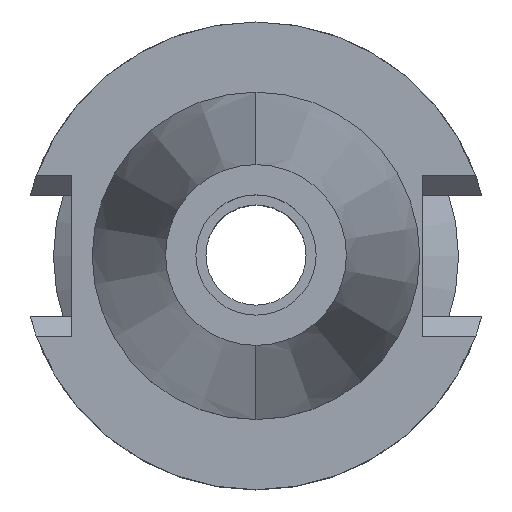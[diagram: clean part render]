
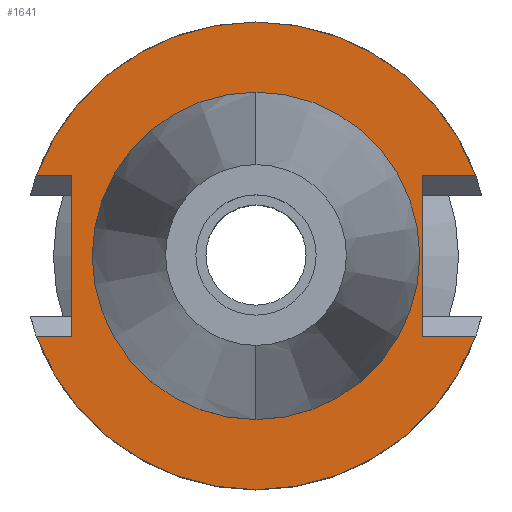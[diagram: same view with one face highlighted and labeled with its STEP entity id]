
A CAD part, top view. The second image highlights one B-rep face of the part: STEP entity #1641.
In plain terms, the highlighted planar face has unit normal (0, 0, 1).
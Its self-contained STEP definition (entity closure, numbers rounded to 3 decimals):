
#94=DIRECTION('',(0.,-1.,0.));
#95=VECTOR('',#94,21.78);
#96=CARTESIAN_POINT('',(22.57,10.89,-1.));
#97=LINE('',#96,#95);
#101=DIRECTION('',(1.,0.,0.));
#102=VECTOR('',#101,7.254);
#103=CARTESIAN_POINT('',(22.57,-10.89,-1.));
#104=LINE('',#103,#102);
#108=CARTESIAN_POINT('',(0.,0.,-1.));
#109=DIRECTION('',(0.,0.,-1.));
#110=DIRECTION('',(0.939,-0.343,0.));
#111=AXIS2_PLACEMENT_3D('',#108,#109,#110);
#116=CARTESIAN_POINT('',(0.,0.,-1.));
#117=DIRECTION('',(0.,0.,-1.));
#118=DIRECTION('',(0.,-1.,0.));
#119=AXIS2_PLACEMENT_3D('',#116,#117,#118);
#124=DIRECTION('',(-1.,0.,0.));
#125=VECTOR('',#124,4.844);
#126=CARTESIAN_POINT('',(-24.98,10.89,-1.));
#127=LINE('',#126,#125);
#131=CARTESIAN_POINT('',(0.,0.,-1.));
#132=DIRECTION('',(0.,0.,-1.));
#133=DIRECTION('',(-0.939,0.343,0.));
#134=AXIS2_PLACEMENT_3D('',#131,#132,#133);
#139=CARTESIAN_POINT('',(0.,0.,-1.));
#140=DIRECTION('',(0.,0.,-1.));
#141=DIRECTION('',(0.,1.,0.));
#142=AXIS2_PLACEMENT_3D('',#139,#140,#141);
#147=CARTESIAN_POINT('',(0.,0.,-1.));
#148=DIRECTION('',(0.,0.,1.));
#149=DIRECTION('',(0.,-1.,0.));
#150=AXIS2_PLACEMENT_3D('',#147,#148,#149);
#155=CARTESIAN_POINT('',(0.,0.,-1.));
#156=DIRECTION('',(0.,0.,1.));
#157=DIRECTION('',(0.,1.,0.));
#158=AXIS2_PLACEMENT_3D('',#155,#156,#157);
#291=DIRECTION('',(1.,0.,0.));
#292=VECTOR('',#291,7.254);
#293=CARTESIAN_POINT('',(22.57,10.89,-1.));
#294=LINE('',#293,#292);
#308=CARTESIAN_POINT('',(29.824,10.89,-1.));
#335=DIRECTION('',(0.,-1.,0.));
#336=VECTOR('',#335,21.78);
#337=CARTESIAN_POINT('',(-24.98,10.89,-1.));
#338=LINE('',#337,#336);
#561=DIRECTION('',(-1.,0.,0.));
#562=VECTOR('',#561,4.844);
#563=CARTESIAN_POINT('',(-24.98,-10.89,-1.));
#564=LINE('',#563,#562);
#575=CARTESIAN_POINT('',(29.824,-10.89,-1.));
#600=CARTESIAN_POINT('',(-29.824,-10.89,-1.));
#1424=CARTESIAN_POINT('',(22.57,-10.89,-1.));
#1425=VERTEX_POINT('',#1424);
#1426=CARTESIAN_POINT('',(22.57,10.89,-1.));
#1427=VERTEX_POINT('',#1426);
#1467=CARTESIAN_POINT('',(-24.98,10.89,-1.));
#1468=VERTEX_POINT('',#1467);
#1469=CARTESIAN_POINT('',(-24.98,-10.89,-1.));
#1470=VERTEX_POINT('',#1469);
#1513=VERTEX_POINT('',#575);
#1514=VERTEX_POINT('',#600);
#1515=CARTESIAN_POINT('',(0.,-31.75,-1.));
#1516=VERTEX_POINT('',#1515);
#1519=VERTEX_POINT('',#308);
#1520=CARTESIAN_POINT('',(0.,31.75,-1.));
#1521=VERTEX_POINT('',#1520);
#1522=CARTESIAN_POINT('',(-29.824,10.89,-1.));
#1523=VERTEX_POINT('',#1522);
#1524=CARTESIAN_POINT('',(0.,-22.225,-1.));
#1525=CARTESIAN_POINT('',(0.,22.225,-1.));
#1526=VERTEX_POINT('',#1524);
#1527=VERTEX_POINT('',#1525);
#1610=CARTESIAN_POINT('',(0.,0.,-1.));
#1611=DIRECTION('',(0.,0.,-1.));
#1612=DIRECTION('',(0.,-1.,0.));
#1613=AXIS2_PLACEMENT_3D('',#1610,#1611,#1612);
#1614=PLANE('',#1613);
#1616=ORIENTED_EDGE('',*,*,#1615,.T.);
#1618=ORIENTED_EDGE('',*,*,#1617,.T.);
#1620=ORIENTED_EDGE('',*,*,#1619,.T.);
#1622=ORIENTED_EDGE('',*,*,#1621,.T.);
#1624=ORIENTED_EDGE('',*,*,#1623,.F.);
#1626=ORIENTED_EDGE('',*,*,#1625,.F.);
#1628=ORIENTED_EDGE('',*,*,#1627,.T.);
#1630=ORIENTED_EDGE('',*,*,#1629,.T.);
#1632=ORIENTED_EDGE('',*,*,#1631,.T.);
#1634=ORIENTED_EDGE('',*,*,#1633,.F.);
#1635=EDGE_LOOP('',(#1616,#1618,#1620,#1622,#1624,#1626,#1628,#1630,#1632,
#1634));
#1636=FACE_OUTER_BOUND('',#1635,.F.);
#1637=ORIENTED_EDGE('',*,*,#1589,.T.);
#1638=ORIENTED_EDGE('',*,*,#1605,.T.);
#1639=EDGE_LOOP('',(#1637,#1638));
#1640=FACE_BOUND('',#1639,.F.);
#112=CIRCLE('',#111,31.75);
#120=CIRCLE('',#119,31.75);
#135=CIRCLE('',#134,31.75);
#143=CIRCLE('',#142,31.75);
#151=CIRCLE('',#150,22.225);
#159=CIRCLE('',#158,22.225);
#1589=EDGE_CURVE('',#1526,#1527,#151,.T.);
#1605=EDGE_CURVE('',#1527,#1526,#159,.T.);
#1615=EDGE_CURVE('',#1427,#1425,#97,.T.);
#1617=EDGE_CURVE('',#1425,#1513,#104,.T.);
#1619=EDGE_CURVE('',#1513,#1516,#112,.T.);
#1621=EDGE_CURVE('',#1516,#1514,#120,.T.);
#1623=EDGE_CURVE('',#1470,#1514,#564,.T.);
#1625=EDGE_CURVE('',#1468,#1470,#338,.T.);
#1627=EDGE_CURVE('',#1468,#1523,#127,.T.);
#1629=EDGE_CURVE('',#1523,#1521,#135,.T.);
#1631=EDGE_CURVE('',#1521,#1519,#143,.T.);
#1633=EDGE_CURVE('',#1427,#1519,#294,.T.);
#1641=ADVANCED_FACE('',(#1636,#1640),#1614,.F.);
